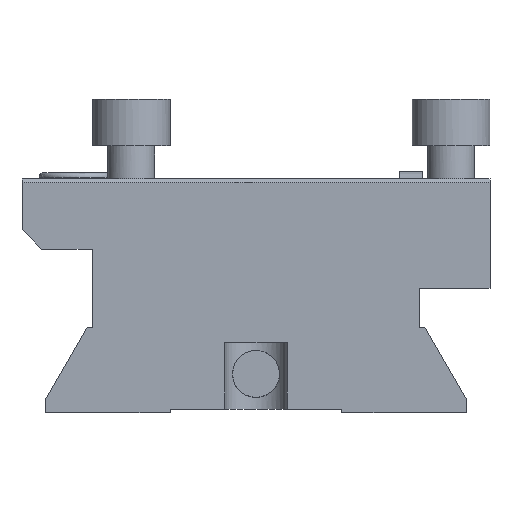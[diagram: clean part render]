
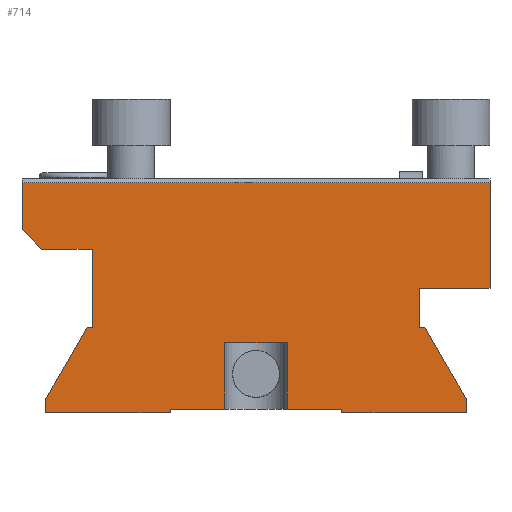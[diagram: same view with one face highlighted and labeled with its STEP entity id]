
A CAD part, left-side view. The second image highlights one B-rep face of the part: STEP entity #714.
In plain terms, the highlighted planar face has unit normal (-1, 0, 0).
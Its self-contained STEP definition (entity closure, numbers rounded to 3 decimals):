
#714=ADVANCED_FACE('',(#1270),#965,.T.);
#965=PLANE('',#7110);
#1270=FACE_OUTER_BOUND('',#1641,.T.);
#1641=EDGE_LOOP('',(#4136,#4137,#4138,#4139,#4140,#4141,#4142,#4143,#4144,
#4145,#4146,#4147,#4148,#4149,#4150,#4151,#4152,#4153,#4154,#4155,#4156,
#4157,#4158));
#1871=LINE('',#10647,#2484);
#1892=LINE('',#10710,#2505);
#2168=LINE('',#11402,#2781);
#2173=LINE('',#11417,#2786);
#2175=LINE('',#11421,#2788);
#2194=LINE('',#11541,#2807);
#2195=LINE('',#11542,#2808);
#2196=LINE('',#11544,#2809);
#2197=LINE('',#11546,#2810);
#2198=LINE('',#11548,#2811);
#2199=LINE('',#11550,#2812);
#2200=LINE('',#11552,#2813);
#2201=LINE('',#11554,#2814);
#2202=LINE('',#11556,#2815);
#2203=LINE('',#11557,#2816);
#2204=LINE('',#11559,#2817);
#2205=LINE('',#11561,#2818);
#2206=LINE('',#11563,#2819);
#2207=LINE('',#11565,#2820);
#2208=LINE('',#11567,#2821);
#2209=LINE('',#11569,#2822);
#2210=LINE('',#11571,#2823);
#2211=LINE('',#11573,#2824);
#2484=VECTOR('',#7983,1.);
#2505=VECTOR('',#8028,1.);
#2781=VECTOR('',#8644,1.);
#2786=VECTOR('',#8657,1.);
#2788=VECTOR('',#8661,1.);
#2807=VECTOR('',#8712,1.);
#2808=VECTOR('',#8713,1.);
#2809=VECTOR('',#8714,1.);
#2810=VECTOR('',#8715,1.);
#2811=VECTOR('',#8716,1.);
#2812=VECTOR('',#8717,1.);
#2813=VECTOR('',#8718,1.);
#2814=VECTOR('',#8719,1.);
#2815=VECTOR('',#8720,1.);
#2816=VECTOR('',#8721,1.);
#2817=VECTOR('',#8722,1.);
#2818=VECTOR('',#8723,1.);
#2819=VECTOR('',#8724,1.);
#2820=VECTOR('',#8725,1.);
#2821=VECTOR('',#8726,1.);
#2822=VECTOR('',#8727,1.);
#2823=VECTOR('',#8728,1.);
#2824=VECTOR('',#8729,1.);
#4136=ORIENTED_EDGE('',*,*,#6339,.F.);
#4137=ORIENTED_EDGE('',*,*,#5938,.T.);
#4138=ORIENTED_EDGE('',*,*,#6340,.F.);
#4139=ORIENTED_EDGE('',*,*,#6341,.F.);
#4140=ORIENTED_EDGE('',*,*,#6342,.F.);
#4141=ORIENTED_EDGE('',*,*,#6343,.F.);
#4142=ORIENTED_EDGE('',*,*,#6344,.F.);
#4143=ORIENTED_EDGE('',*,*,#6345,.F.);
#4144=ORIENTED_EDGE('',*,*,#6346,.F.);
#4145=ORIENTED_EDGE('',*,*,#6347,.F.);
#4146=ORIENTED_EDGE('',*,*,#6313,.F.);
#4147=ORIENTED_EDGE('',*,*,#6311,.F.);
#4148=ORIENTED_EDGE('',*,*,#6304,.F.);
#4149=ORIENTED_EDGE('',*,*,#6348,.F.);
#4150=ORIENTED_EDGE('',*,*,#6349,.F.);
#4151=ORIENTED_EDGE('',*,*,#6350,.F.);
#4152=ORIENTED_EDGE('',*,*,#6351,.F.);
#4153=ORIENTED_EDGE('',*,*,#6352,.F.);
#4154=ORIENTED_EDGE('',*,*,#6353,.F.);
#4155=ORIENTED_EDGE('',*,*,#6354,.F.);
#4156=ORIENTED_EDGE('',*,*,#6355,.F.);
#4157=ORIENTED_EDGE('',*,*,#6356,.F.);
#4158=ORIENTED_EDGE('',*,*,#5968,.F.);
#5190=VERTEX_POINT('',#10648);
#5191=VERTEX_POINT('',#10649);
#5216=VERTEX_POINT('',#10704);
#5219=VERTEX_POINT('',#10709);
#5466=VERTEX_POINT('',#11403);
#5467=VERTEX_POINT('',#11404);
#5472=VERTEX_POINT('',#11418);
#5473=VERTEX_POINT('',#11422);
#5491=VERTEX_POINT('',#11543);
#5492=VERTEX_POINT('',#11545);
#5493=VERTEX_POINT('',#11547);
#5494=VERTEX_POINT('',#11549);
#5495=VERTEX_POINT('',#11551);
#5496=VERTEX_POINT('',#11553);
#5497=VERTEX_POINT('',#11555);
#5498=VERTEX_POINT('',#11558);
#5499=VERTEX_POINT('',#11560);
#5500=VERTEX_POINT('',#11562);
#5501=VERTEX_POINT('',#11564);
#5502=VERTEX_POINT('',#11566);
#5503=VERTEX_POINT('',#11568);
#5504=VERTEX_POINT('',#11570);
#5505=VERTEX_POINT('',#11572);
#5938=EDGE_CURVE('',#5190,#5191,#1871,.T.);
#5968=EDGE_CURVE('',#5219,#5216,#1892,.T.);
#6304=EDGE_CURVE('',#5466,#5467,#2168,.T.);
#6311=EDGE_CURVE('',#5467,#5472,#2173,.T.);
#6313=EDGE_CURVE('',#5472,#5473,#2175,.T.);
#6339=EDGE_CURVE('',#5190,#5219,#2194,.T.);
#6340=EDGE_CURVE('',#5491,#5191,#2195,.T.);
#6341=EDGE_CURVE('',#5492,#5491,#2196,.T.);
#6342=EDGE_CURVE('',#5493,#5492,#2197,.T.);
#6343=EDGE_CURVE('',#5494,#5493,#2198,.T.);
#6344=EDGE_CURVE('',#5495,#5494,#2199,.T.);
#6345=EDGE_CURVE('',#5496,#5495,#2200,.T.);
#6346=EDGE_CURVE('',#5497,#5496,#2201,.T.);
#6347=EDGE_CURVE('',#5473,#5497,#2202,.T.);
#6348=EDGE_CURVE('',#5498,#5466,#2203,.T.);
#6349=EDGE_CURVE('',#5499,#5498,#2204,.T.);
#6350=EDGE_CURVE('',#5500,#5499,#2205,.T.);
#6351=EDGE_CURVE('',#5501,#5500,#2206,.T.);
#6352=EDGE_CURVE('',#5502,#5501,#2207,.T.);
#6353=EDGE_CURVE('',#5503,#5502,#2208,.T.);
#6354=EDGE_CURVE('',#5504,#5503,#2209,.T.);
#6355=EDGE_CURVE('',#5505,#5504,#2210,.T.);
#6356=EDGE_CURVE('',#5216,#5505,#2211,.T.);
#7110=AXIS2_PLACEMENT_3D('',#11574,#8730,#8731);
#7983=DIRECTION('',(0.,-0.707,-0.707));
#8028=DIRECTION('',(0.,-1.,0.));
#8644=DIRECTION('',(0.,0.,1.));
#8657=DIRECTION('',(0.,1.,0.));
#8661=DIRECTION('',(0.,0.,-1.));
#8712=DIRECTION('',(0.,0.,1.));
#8713=DIRECTION('',(0.,1.,0.));
#8714=DIRECTION('',(0.,0.,1.));
#8715=DIRECTION('',(0.,-1.,0.));
#8716=DIRECTION('',(0.,-0.5,0.866));
#8717=DIRECTION('',(0.,0.,1.));
#8718=DIRECTION('',(0.,1.,0.));
#8719=DIRECTION('',(0.,0.,-1.));
#8720=DIRECTION('',(0.,1.,0.));
#8721=DIRECTION('',(0.,1.,0.));
#8722=DIRECTION('',(0.,0.,1.));
#8723=DIRECTION('',(0.,1.,0.));
#8724=DIRECTION('',(0.,0.,-1.));
#8725=DIRECTION('',(0.,-0.5,-0.866));
#8726=DIRECTION('',(0.,-1.,0.));
#8727=DIRECTION('',(0.,0.,-1.));
#8728=DIRECTION('',(0.,1.,0.));
#8729=DIRECTION('',(0.,0.,-1.));
#8730=DIRECTION('',(-1.,0.,0.));
#8731=DIRECTION('',(0.,0.,1.));
#10647=CARTESIAN_POINT('',(-55.,24.25,17.75));
#10648=CARTESIAN_POINT('',(-55.,30.,23.5));
#10649=CARTESIAN_POINT('',(-55.,27.5,21.));
#10704=CARTESIAN_POINT('',(-55.,-30.,29.533));
#10709=CARTESIAN_POINT('',(-55.,30.,29.533));
#10710=CARTESIAN_POINT('',(-55.,-36.,29.533));
#11402=CARTESIAN_POINT('',(-55.,-4.,21.));
#11403=CARTESIAN_POINT('',(-55.,-4.,0.5));
#11404=CARTESIAN_POINT('',(-55.,-4.,9.));
#11417=CARTESIAN_POINT('',(-55.,21.,9.));
#11418=CARTESIAN_POINT('',(-55.,4.,9.));
#11421=CARTESIAN_POINT('',(-55.,4.,21.));
#11422=CARTESIAN_POINT('',(-55.,4.,0.5));
#11541=CARTESIAN_POINT('',(-55.,30.,21.));
#11542=CARTESIAN_POINT('',(-55.,21.,21.));
#11543=CARTESIAN_POINT('',(-55.,21.,21.));
#11544=CARTESIAN_POINT('',(-55.,21.,11.));
#11545=CARTESIAN_POINT('',(-55.,21.,11.));
#11546=CARTESIAN_POINT('',(-55.,21.649,11.));
#11547=CARTESIAN_POINT('',(-55.,21.649,11.));
#11548=CARTESIAN_POINT('',(-55.,27.,1.732));
#11549=CARTESIAN_POINT('',(-55.,27.,1.732));
#11550=CARTESIAN_POINT('',(-55.,27.,0.));
#11551=CARTESIAN_POINT('',(-55.,27.,0.));
#11552=CARTESIAN_POINT('',(-55.,11.,0.));
#11553=CARTESIAN_POINT('',(-55.,11.,0.));
#11554=CARTESIAN_POINT('',(-55.,11.,0.5));
#11555=CARTESIAN_POINT('',(-55.,11.,0.5));
#11556=CARTESIAN_POINT('',(-55.,-11.,0.5));
#11557=CARTESIAN_POINT('',(-55.,-11.,0.5));
#11558=CARTESIAN_POINT('',(-55.,-11.,0.5));
#11559=CARTESIAN_POINT('',(-55.,-11.,0.));
#11560=CARTESIAN_POINT('',(-55.,-11.,0.));
#11561=CARTESIAN_POINT('',(-55.,-27.,0.));
#11562=CARTESIAN_POINT('',(-55.,-27.,0.));
#11563=CARTESIAN_POINT('',(-55.,-27.,1.732));
#11564=CARTESIAN_POINT('',(-55.,-27.,1.732));
#11565=CARTESIAN_POINT('',(-55.,-21.649,11.));
#11566=CARTESIAN_POINT('',(-55.,-21.649,11.));
#11567=CARTESIAN_POINT('',(-55.,-21.,11.));
#11568=CARTESIAN_POINT('',(-55.,-21.,11.));
#11569=CARTESIAN_POINT('',(-55.,-21.,16.));
#11570=CARTESIAN_POINT('',(-55.,-21.,16.));
#11571=CARTESIAN_POINT('',(-55.,-30.,16.));
#11572=CARTESIAN_POINT('',(-55.,-30.,16.));
#11573=CARTESIAN_POINT('',(-55.,-30.,30.));
#11574=CARTESIAN_POINT('',(-55.,21.,21.));
